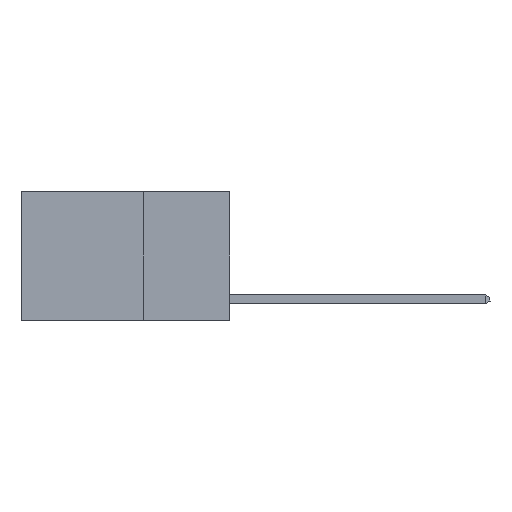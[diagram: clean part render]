
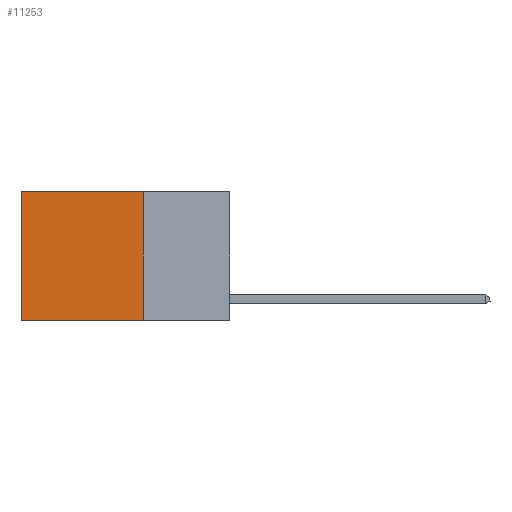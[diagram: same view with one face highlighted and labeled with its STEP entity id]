
A CAD part, left-side view. The second image highlights one B-rep face of the part: STEP entity #11253.
In plain terms, the highlighted planar face has unit normal (-1, 0, 0).
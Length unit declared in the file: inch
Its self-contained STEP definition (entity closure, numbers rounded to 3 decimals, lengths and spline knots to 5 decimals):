
#358 = DIRECTION ( 'NONE',  ( 0., 1., 0. ) ) ;
#621 = CARTESIAN_POINT ( 'NONE',  ( 0.2625, 0.25, 0. ) ) ;
#794 = FACE_OUTER_BOUND ( 'NONE', #2758, .T. ) ;
#946 = CARTESIAN_POINT ( 'NONE',  ( 0.2625, 0.6, 0. ) ) ;
#2641 = ORIENTED_EDGE ( 'NONE', *, *, #5061, .F. ) ;
#2758 = EDGE_LOOP ( 'NONE', ( #10157, #6541, #2641, #15889 ) ) ;
#2897 = VERTEX_POINT ( 'NONE', #621 ) ;
#3581 = EDGE_CURVE ( 'NONE', #11578, #5527, #10567, .T. ) ;
#4110 = CARTESIAN_POINT ( 'NONE',  ( 0.2625, 0.25, -0.37 ) ) ;
#5061 = EDGE_CURVE ( 'NONE', #2897, #11578, #8624, .T. ) ;
#5527 = VERTEX_POINT ( 'NONE', #9708 ) ;
#6028 = EDGE_CURVE ( 'NONE', #12761, #5527, #8914, .T. ) ;
#6541 = ORIENTED_EDGE ( 'NONE', *, *, #3581, .F. ) ;
#7065 = CARTESIAN_POINT ( 'NONE',  ( 0.2625, 0.25, -0.37 ) ) ;
#7417 = CARTESIAN_POINT ( 'NONE',  ( 0.2625, 0.6, 0. ) ) ;
#8420 = PLANE ( 'NONE',  #15064 ) ;
#8624 = LINE ( 'NONE', #12484, #11814 ) ;
#8914 = LINE ( 'NONE', #7417, #13633 ) ;
#9708 = CARTESIAN_POINT ( 'NONE',  ( 0.2625, 0.6, -0.37 ) ) ;
#9787 = VECTOR ( 'NONE', #14323, 39.37008 ) ;
#10157 = ORIENTED_EDGE ( 'NONE', *, *, #6028, .T. ) ;
#10297 = EDGE_CURVE ( 'NONE', #2897, #12761, #11862, .T. ) ;
#10567 = LINE ( 'NONE', #4110, #9787 ) ;
#11253 = ADVANCED_FACE ( 'NONE', ( #794 ), #8420, .F. ) ;
#11578 = VERTEX_POINT ( 'NONE', #7065 ) ;
#11609 = CARTESIAN_POINT ( 'NONE',  ( 0.2625, 0.25, 0. ) ) ;
#11814 = VECTOR ( 'NONE', #13740, 39.37008 ) ;
#11848 = VECTOR ( 'NONE', #358, 39.37008 ) ;
#11862 = LINE ( 'NONE', #11609, #11848 ) ;
#12361 = DIRECTION ( 'NONE',  ( 0., 0., -1. ) ) ;
#12484 = CARTESIAN_POINT ( 'NONE',  ( 0.2625, 0.25, 0. ) ) ;
#12607 = DIRECTION ( 'NONE',  ( 0., 0., -1. ) ) ;
#12761 = VERTEX_POINT ( 'NONE', #946 ) ;
#13534 = CARTESIAN_POINT ( 'NONE',  ( 0.2625, 0.25, 0. ) ) ;
#13633 = VECTOR ( 'NONE', #12607, 39.37008 ) ;
#13740 = DIRECTION ( 'NONE',  ( 0., 0., -1. ) ) ;
#14323 = DIRECTION ( 'NONE',  ( 0., 1., 0. ) ) ;
#14634 = DIRECTION ( 'NONE',  ( 1., 0., 0. ) ) ;
#15064 = AXIS2_PLACEMENT_3D ( 'NONE', #13534, #14634, #12361 ) ;
#15889 = ORIENTED_EDGE ( 'NONE', *, *, #10297, .T. ) ;
